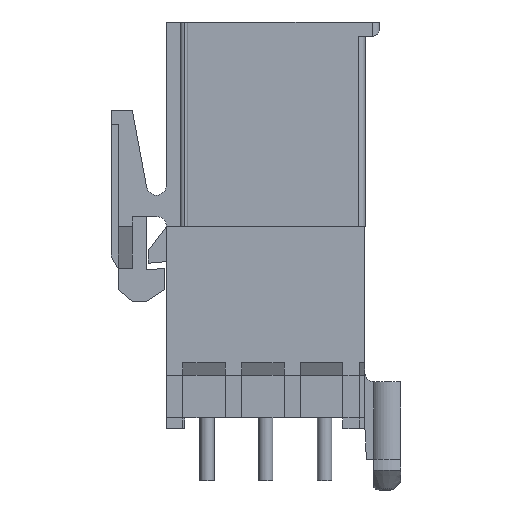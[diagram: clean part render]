
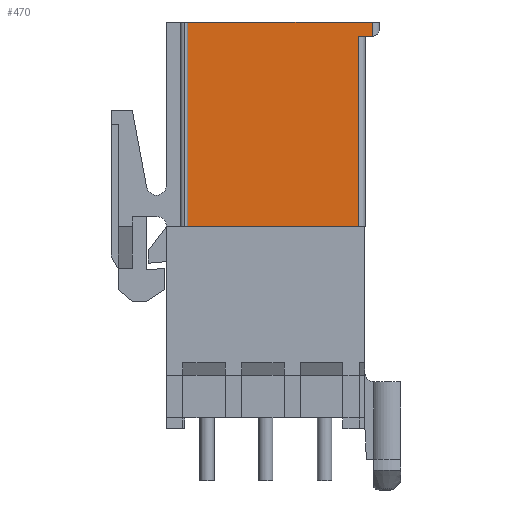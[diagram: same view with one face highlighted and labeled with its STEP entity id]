
A CAD part, front view. The second image highlights one B-rep face of the part: STEP entity #470.
In plain terms, the highlighted face is planar.
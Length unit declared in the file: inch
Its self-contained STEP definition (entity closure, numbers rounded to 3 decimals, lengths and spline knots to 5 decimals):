
#379 = VECTOR ( 'NONE', #8608, 39.37008 ) ;
#470 = ADVANCED_FACE ( 'NONE', ( #3077 ), #3205, .T. ) ;
#1377 = VECTOR ( 'NONE', #12730, 39.37008 ) ;
#1921 = VECTOR ( 'NONE', #7915, 39.37008 ) ;
#1923 = EDGE_CURVE ( 'NONE', #3444, #4990, #2885, .T. ) ;
#2342 = EDGE_CURVE ( 'NONE', #3444, #7825, #9044, .T. ) ;
#2368 = CARTESIAN_POINT ( 'NONE',  ( 0.11024, -0.25591, -0.8937 ) ) ;
#2414 = EDGE_LOOP ( 'NONE', ( #12962, #6715, #10251, #5113, #2726, #10522 ) ) ;
#2576 = CARTESIAN_POINT ( 'NONE',  ( 0.11024, -0.25591, -0.36614 ) ) ;
#2636 = LINE ( 'NONE', #4589, #379 ) ;
#2689 = CARTESIAN_POINT ( 'NONE',  ( 0.11024, -0.29528, 0. ) ) ;
#2726 = ORIENTED_EDGE ( 'NONE', *, *, #9792, .T. ) ;
#2885 = LINE ( 'NONE', #2689, #9136 ) ;
#3021 = VERTEX_POINT ( 'NONE', #2576 ) ;
#3077 = FACE_OUTER_BOUND ( 'NONE', #2414, .T. ) ;
#3205 = PLANE ( 'NONE',  #11178 ) ;
#3444 = VERTEX_POINT ( 'NONE', #11353 ) ;
#3755 = VERTEX_POINT ( 'NONE', #5528 ) ;
#3791 = LINE ( 'NONE', #4717, #1377 ) ;
#4395 = LINE ( 'NONE', #9399, #7638 ) ;
#4589 = CARTESIAN_POINT ( 'NONE',  ( 0.11024, 0., -0.93307 ) ) ;
#4647 = DIRECTION ( 'NONE',  ( 0., 0., -1. ) ) ;
#4717 = CARTESIAN_POINT ( 'NONE',  ( 0.11024, -0.25591, 0. ) ) ;
#4990 = VERTEX_POINT ( 'NONE', #9362 ) ;
#4998 = VECTOR ( 'NONE', #11301, 39.37008 ) ;
#5113 = ORIENTED_EDGE ( 'NONE', *, *, #12216, .T. ) ;
#5227 = DIRECTION ( 'NONE',  ( 0., 0., -1. ) ) ;
#5528 = CARTESIAN_POINT ( 'NONE',  ( 0.11024, 0.21654, -0.93307 ) ) ;
#6715 = ORIENTED_EDGE ( 'NONE', *, *, #1923, .T. ) ;
#6991 = CARTESIAN_POINT ( 'NONE',  ( 0.11024, -0.27559, -0.8937 ) ) ;
#7074 = DIRECTION ( 'NONE',  ( 1., 0., 0. ) ) ;
#7207 = CARTESIAN_POINT ( 'NONE',  ( 0.11024, 0., 0. ) ) ;
#7623 = EDGE_CURVE ( 'NONE', #4990, #3755, #2636, .T. ) ;
#7638 = VECTOR ( 'NONE', #11360, 39.37008 ) ;
#7825 = VERTEX_POINT ( 'NONE', #2368 ) ;
#7915 = DIRECTION ( 'NONE',  ( 0., 1., 0. ) ) ;
#7938 = CARTESIAN_POINT ( 'NONE',  ( 0.11024, 0.21654, -0.36614 ) ) ;
#8608 = DIRECTION ( 'NONE',  ( 0., 1., 0. ) ) ;
#9044 = LINE ( 'NONE', #6991, #1921 ) ;
#9136 = VECTOR ( 'NONE', #4647, 39.37008 ) ;
#9152 = LINE ( 'NONE', #11169, #4998 ) ;
#9362 = CARTESIAN_POINT ( 'NONE',  ( 0.11024, -0.29528, -0.93307 ) ) ;
#9399 = CARTESIAN_POINT ( 'NONE',  ( 0.11024, 0.21654, 0. ) ) ;
#9792 = EDGE_CURVE ( 'NONE', #12488, #3021, #9152, .T. ) ;
#10251 = ORIENTED_EDGE ( 'NONE', *, *, #7623, .T. ) ;
#10522 = ORIENTED_EDGE ( 'NONE', *, *, #12398, .T. ) ;
#11169 = CARTESIAN_POINT ( 'NONE',  ( 0.11024, 0., -0.36614 ) ) ;
#11178 = AXIS2_PLACEMENT_3D ( 'NONE', #7207, #7074, #5227 ) ;
#11301 = DIRECTION ( 'NONE',  ( 0., -1., 0. ) ) ;
#11353 = CARTESIAN_POINT ( 'NONE',  ( 0.11024, -0.29528, -0.8937 ) ) ;
#11360 = DIRECTION ( 'NONE',  ( 0., 0., 1. ) ) ;
#12216 = EDGE_CURVE ( 'NONE', #3755, #12488, #4395, .T. ) ;
#12398 = EDGE_CURVE ( 'NONE', #3021, #7825, #3791, .T. ) ;
#12488 = VERTEX_POINT ( 'NONE', #7938 ) ;
#12730 = DIRECTION ( 'NONE',  ( 0., 0., -1. ) ) ;
#12962 = ORIENTED_EDGE ( 'NONE', *, *, #2342, .F. ) ;
